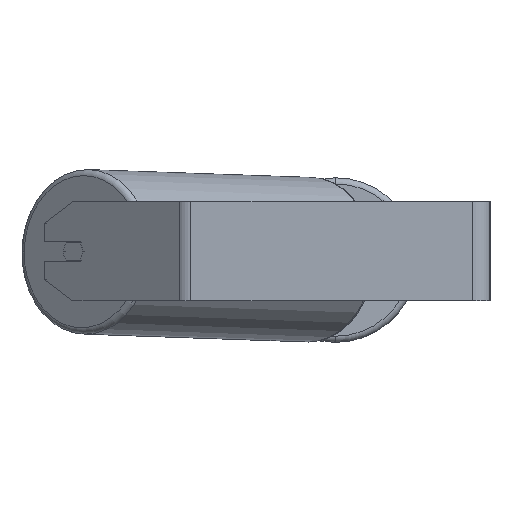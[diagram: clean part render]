
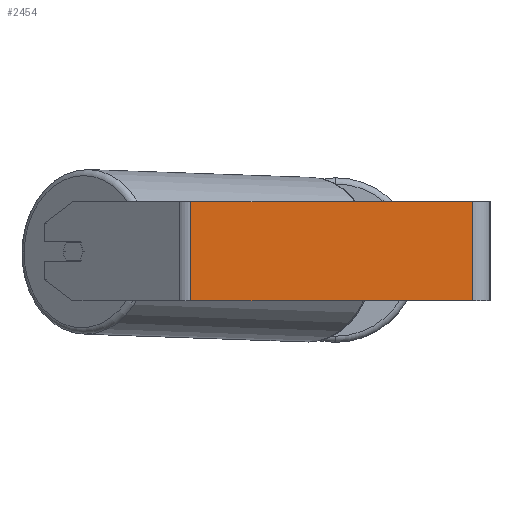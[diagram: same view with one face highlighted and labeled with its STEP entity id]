
A CAD part, left-side view. The second image highlights one B-rep face of the part: STEP entity #2454.
In plain terms, the highlighted planar face has unit normal (-1, 0, 0).
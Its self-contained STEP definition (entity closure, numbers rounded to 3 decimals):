
#233 = VERTEX_POINT ( 'NONE', #8641 ) ;
#490 = CARTESIAN_POINT ( 'NONE',  ( -500., 246.716, -40. ) ) ;
#709 = DIRECTION ( 'NONE',  ( 0., 0., -1. ) ) ;
#754 = EDGE_LOOP ( 'NONE', ( #8179, #851, #3472, #2599 ) ) ;
#851 = ORIENTED_EDGE ( 'NONE', *, *, #3164, .F. ) ;
#1021 = LINE ( 'NONE', #7932, #4839 ) ;
#1102 = DIRECTION ( 'NONE',  ( 0., -1., 0. ) ) ;
#1234 = CARTESIAN_POINT ( 'NONE',  ( -500., 241.62, 40. ) ) ;
#1365 = VECTOR ( 'NONE', #5375, 1000. ) ;
#1565 = LINE ( 'NONE', #7833, #8523 ) ;
#2064 = CARTESIAN_POINT ( 'NONE',  ( -500., 246.716, 40. ) ) ;
#2454 = ADVANCED_FACE ( 'NONE', ( #4147 ), #5448, .F. ) ;
#2599 = ORIENTED_EDGE ( 'NONE', *, *, #8242, .T. ) ;
#2634 = VECTOR ( 'NONE', #1102, 1000. ) ;
#3046 = LINE ( 'NONE', #490, #2634 ) ;
#3132 = VERTEX_POINT ( 'NONE', #7239 ) ;
#3164 = EDGE_CURVE ( 'NONE', #233, #8165, #1021, .T. ) ;
#3391 = CARTESIAN_POINT ( 'NONE',  ( -500., 241.62, 40. ) ) ;
#3472 = ORIENTED_EDGE ( 'NONE', *, *, #3764, .F. ) ;
#3764 = EDGE_CURVE ( 'NONE', #5291, #233, #1565, .T. ) ;
#4147 = FACE_OUTER_BOUND ( 'NONE', #754, .T. ) ;
#4839 = VECTOR ( 'NONE', #6437, 1000. ) ;
#4974 = AXIS2_PLACEMENT_3D ( 'NONE', #2064, #8093, #709 ) ;
#5291 = VERTEX_POINT ( 'NONE', #3391 ) ;
#5375 = DIRECTION ( 'NONE',  ( 0., 0., -1. ) ) ;
#5448 = PLANE ( 'NONE',  #4974 ) ;
#6437 = DIRECTION ( 'NONE',  ( 0., 0., -1. ) ) ;
#6937 = DIRECTION ( 'NONE',  ( 0., -1., 0. ) ) ;
#7239 = CARTESIAN_POINT ( 'NONE',  ( -500., 241.62, -40. ) ) ;
#7308 = LINE ( 'NONE', #1234, #1365 ) ;
#7833 = CARTESIAN_POINT ( 'NONE',  ( -500., 246.716, 40. ) ) ;
#7932 = CARTESIAN_POINT ( 'NONE',  ( -500., 14., 40. ) ) ;
#8012 = CARTESIAN_POINT ( 'NONE',  ( -500., 14., -40. ) ) ;
#8093 = DIRECTION ( 'NONE',  ( 1., 0., 0. ) ) ;
#8109 = EDGE_CURVE ( 'NONE', #3132, #8165, #3046, .T. ) ;
#8165 = VERTEX_POINT ( 'NONE', #8012 ) ;
#8179 = ORIENTED_EDGE ( 'NONE', *, *, #8109, .T. ) ;
#8242 = EDGE_CURVE ( 'NONE', #5291, #3132, #7308, .T. ) ;
#8523 = VECTOR ( 'NONE', #6937, 1000. ) ;
#8641 = CARTESIAN_POINT ( 'NONE',  ( -500., 14., 40. ) ) ;
